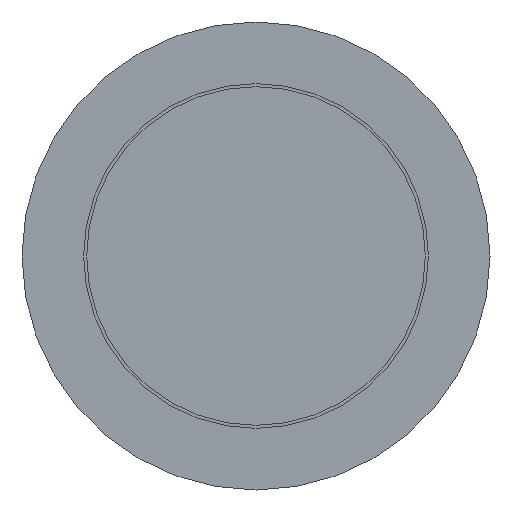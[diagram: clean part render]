
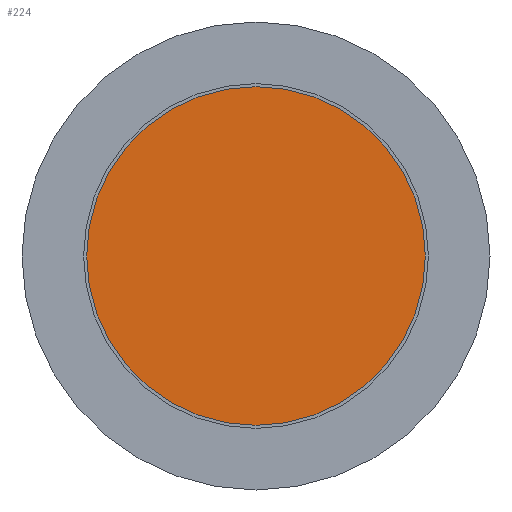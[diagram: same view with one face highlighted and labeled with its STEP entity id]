
A CAD part, front view. The second image highlights one B-rep face of the part: STEP entity #224.
In plain terms, the highlighted planar face has unit normal (0, -1, 0).
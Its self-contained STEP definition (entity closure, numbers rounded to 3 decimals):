
#18 = CIRCLE ( 'NONE', #503, 13.75 ) ;
#29 = DIRECTION ( 'NONE',  ( 0., 1., 0. ) ) ;
#35 = CARTESIAN_POINT ( 'NONE',  ( -13.75, 0., 0. ) ) ;
#125 = FACE_OUTER_BOUND ( 'NONE', #472, .T. ) ;
#132 = AXIS2_PLACEMENT_3D ( 'NONE', #35, #29, #535 ) ;
#224 = ADVANCED_FACE ( 'NONE', ( #125 ), #268, .F. ) ;
#252 = CARTESIAN_POINT ( 'NONE',  ( 0., 0., 0. ) ) ;
#255 = DIRECTION ( 'NONE',  ( 0., 0., -1. ) ) ;
#268 = PLANE ( 'NONE',  #132 ) ;
#310 = VERTEX_POINT ( 'NONE', #488 ) ;
#358 = EDGE_CURVE ( 'NONE', #310, #310, #18, .T. ) ;
#382 = DIRECTION ( 'NONE',  ( 0., -1., 0. ) ) ;
#472 = EDGE_LOOP ( 'NONE', ( #545 ) ) ;
#488 = CARTESIAN_POINT ( 'NONE',  ( 0., 0., -13.75 ) ) ;
#503 = AXIS2_PLACEMENT_3D ( 'NONE', #252, #382, #255 ) ;
#535 = DIRECTION ( 'NONE',  ( 0., 0., 1. ) ) ;
#545 = ORIENTED_EDGE ( 'NONE', *, *, #358, .T. ) ;
